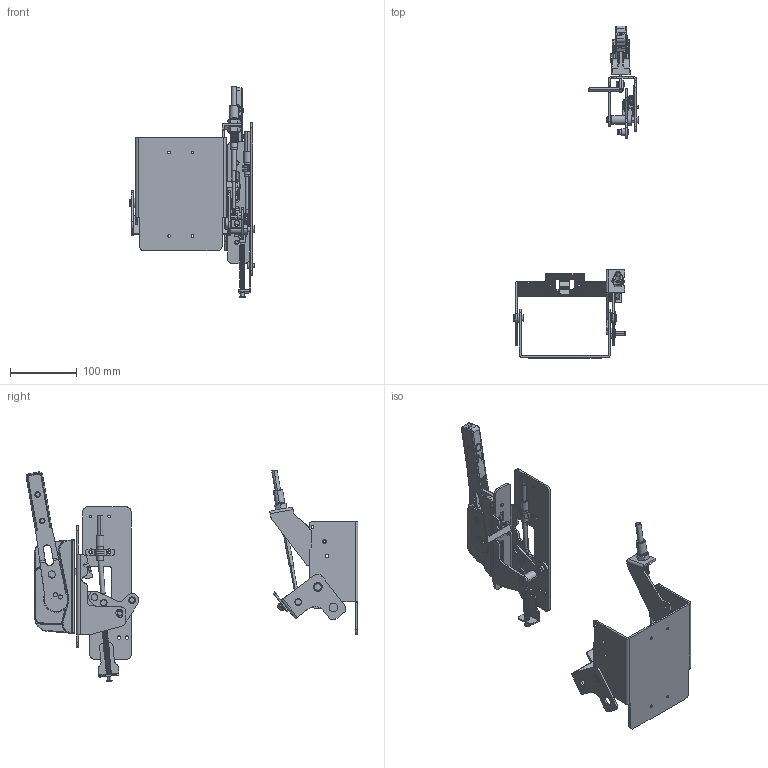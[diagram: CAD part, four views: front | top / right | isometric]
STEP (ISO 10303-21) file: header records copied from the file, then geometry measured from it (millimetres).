
FILE_DESCRIPTION(/* description */ (''),/* implementation_level */ '2;1');
FILE_NAME(/* name */ 'FILE_STP_CAD_DRAWING_3D_P5X194X1UL_prt.stp',/* time_stamp */ '2025-08-29T08:43:45+02:00',/* author */ (''),/* organization */ (''),/* preprocessor_version */ 'ST-DEVELOPER v20',/* originating_system */ 'SIEMENS PLM Software NX2406.8500',/* authorisation */ '');
FILE_SCHEMA (('AUTOMOTIVE_DESIGN { 1 0 10303 214 3 1 1 1 }'));
Products named in the file (1): 3D_P5X194X1UL
Bounding box: 188.52 x 497.41 x 317.69 mm (x, y, z)
Surface area: 264316.8 mm2 (no closed solid volume)
Topology: 0 solids, 73 shells, 1134 faces, 4404 edges, 3252 vertices
Faces by surface type: cylinder 548, plane 407, bspline 85, cone 56, torus 25, sphere 13
Entity records: 67640 total; most frequent: CARTESIAN_POINT 31629, ORIENTED_EDGE 7151, DIRECTION 6922, EDGE_CURVE 4391, VERTEX_POINT 3251, AXIS2_PLACEMENT_3D 2496, LINE 1930, VECTOR 1930
